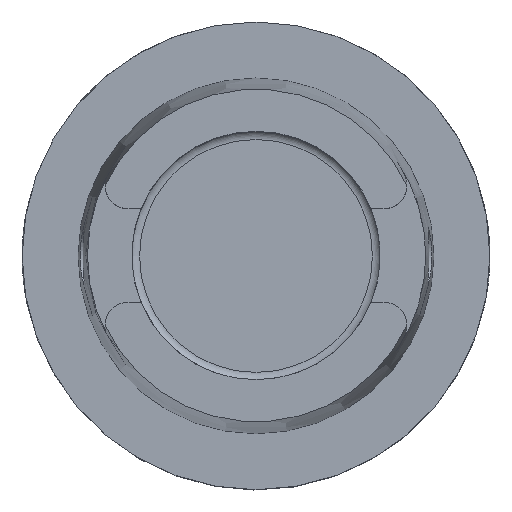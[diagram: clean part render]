
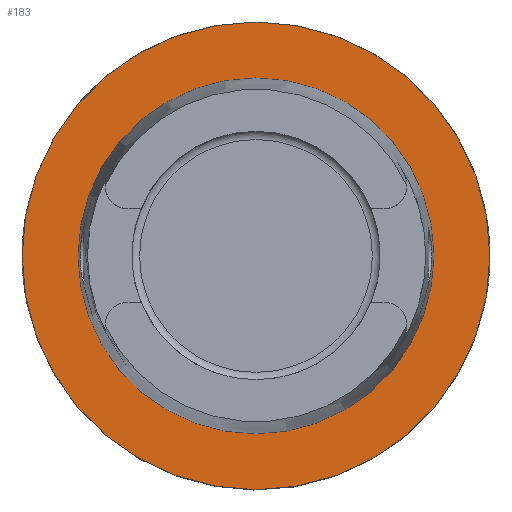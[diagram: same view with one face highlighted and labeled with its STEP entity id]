
A CAD part, top view. The second image highlights one B-rep face of the part: STEP entity #183.
In plain terms, the highlighted planar face has unit normal (0, 0, 1).
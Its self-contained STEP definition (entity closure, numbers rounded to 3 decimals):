
#183=ADVANCED_FACE('',(#259,#260),#232,.F.);
#232=PLANE('',#1286);
#259=FACE_BOUND('',#323,.T.);
#260=FACE_BOUND('',#324,.T.);
#323=EDGE_LOOP('',(#608));
#324=EDGE_LOOP('',(#609));
#391=CIRCLE('',#1244,49.965);
#412=CIRCLE('',#1284,38.008);
#608=ORIENTED_EDGE('',*,*,#925,.F.);
#609=ORIENTED_EDGE('',*,*,#999,.T.);
#802=VERTEX_POINT('',#1874);
#851=VERTEX_POINT('',#2151);
#925=EDGE_CURVE('',#802,#802,#391,.T.);
#999=EDGE_CURVE('',#851,#851,#412,.T.);
#1244=AXIS2_PLACEMENT_3D('',#1873,#1448,#1449);
#1284=AXIS2_PLACEMENT_3D('',#2150,#1558,#1559);
#1286=AXIS2_PLACEMENT_3D('',#2153,#1562,#1563);
#1448=DIRECTION('',(0.,0.,-1.));
#1449=DIRECTION('',(1.,0.,0.));
#1558=DIRECTION('',(0.,0.,-1.));
#1559=DIRECTION('',(1.,0.,0.));
#1562=DIRECTION('',(0.,0.,-1.));
#1563=DIRECTION('',(1.,0.,0.));
#1873=CARTESIAN_POINT('',(0.,0.,0.));
#1874=CARTESIAN_POINT('',(49.965,0.,0.));
#2150=CARTESIAN_POINT('',(0.,0.,0.));
#2151=CARTESIAN_POINT('',(38.008,0.,0.));
#2153=CARTESIAN_POINT('',(0.,-39.062,0.));
